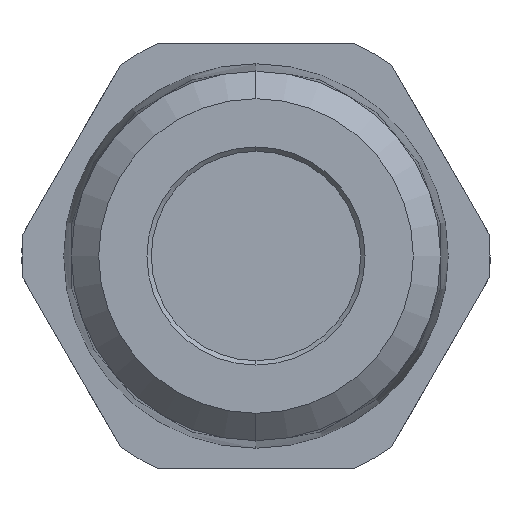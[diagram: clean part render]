
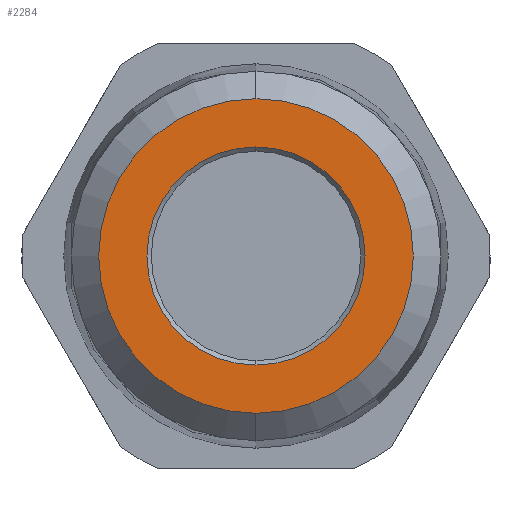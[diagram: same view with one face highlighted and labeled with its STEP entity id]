
A CAD part, left-side view. The second image highlights one B-rep face of the part: STEP entity #2284.
In plain terms, the highlighted planar face has unit normal (-1, 0, 0).
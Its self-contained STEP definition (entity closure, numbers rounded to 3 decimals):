
#35 = AXIS2_PLACEMENT_3D ( 'NONE', #2806, #1403, #2816 ) ;
#113 = CARTESIAN_POINT ( 'NONE',  ( 0., 0., -6.15 ) ) ;
#164 = FACE_BOUND ( 'NONE', #1315, .T. ) ;
#197 = AXIS2_PLACEMENT_3D ( 'NONE', #3011, #2123, #1661 ) ;
#232 = DIRECTION ( 'NONE',  ( -1., 0., 0. ) ) ;
#383 = PLANE ( 'NONE',  #35 ) ;
#508 = CARTESIAN_POINT ( 'NONE',  ( 0., 0., -8.867 ) ) ;
#513 = EDGE_LOOP ( 'NONE', ( #1671, #896 ) ) ;
#568 = AXIS2_PLACEMENT_3D ( 'NONE', #1786, #2747, #1354 ) ;
#600 = CARTESIAN_POINT ( 'NONE',  ( 0., 0., 6.15 ) ) ;
#707 = DIRECTION ( 'NONE',  ( 0., 0., -1. ) ) ;
#725 = FACE_OUTER_BOUND ( 'NONE', #513, .T. ) ;
#879 = EDGE_CURVE ( 'NONE', #2821, #2038, #1473, .T. ) ;
#896 = ORIENTED_EDGE ( 'NONE', *, *, #2538, .T. ) ;
#960 = CARTESIAN_POINT ( 'NONE',  ( 0., 0., 8.867 ) ) ;
#1211 = CIRCLE ( 'NONE', #2958, 8.867 ) ;
#1315 = EDGE_LOOP ( 'NONE', ( #2463, #1978 ) ) ;
#1347 = EDGE_CURVE ( 'NONE', #2038, #2821, #2065, .T. ) ;
#1354 = DIRECTION ( 'NONE',  ( 0., 0., -1. ) ) ;
#1403 = DIRECTION ( 'NONE',  ( 1., 0., 0. ) ) ;
#1473 = CIRCLE ( 'NONE', #2111, 6.15 ) ;
#1598 = CARTESIAN_POINT ( 'NONE',  ( 0., 0., 0. ) ) ;
#1651 = CARTESIAN_POINT ( 'NONE',  ( 0., 0., 0. ) ) ;
#1661 = DIRECTION ( 'NONE',  ( 0., 0., -1. ) ) ;
#1671 = ORIENTED_EDGE ( 'NONE', *, *, #2549, .T. ) ;
#1786 = CARTESIAN_POINT ( 'NONE',  ( 0., 0., 0. ) ) ;
#1941 = CIRCLE ( 'NONE', #197, 8.867 ) ;
#1978 = ORIENTED_EDGE ( 'NONE', *, *, #879, .T. ) ;
#2038 = VERTEX_POINT ( 'NONE', #600 ) ;
#2065 = CIRCLE ( 'NONE', #568, 6.15 ) ;
#2111 = AXIS2_PLACEMENT_3D ( 'NONE', #1651, #2819, #707 ) ;
#2123 = DIRECTION ( 'NONE',  ( -1., 0., 0. ) ) ;
#2284 = ADVANCED_FACE ( 'NONE', ( #164, #725 ), #383, .F. ) ;
#2383 = VERTEX_POINT ( 'NONE', #960 ) ;
#2463 = ORIENTED_EDGE ( 'NONE', *, *, #1347, .T. ) ;
#2538 = EDGE_CURVE ( 'NONE', #2383, #2618, #1941, .T. ) ;
#2549 = EDGE_CURVE ( 'NONE', #2618, #2383, #1211, .T. ) ;
#2618 = VERTEX_POINT ( 'NONE', #508 ) ;
#2747 = DIRECTION ( 'NONE',  ( 1., 0., 0. ) ) ;
#2806 = CARTESIAN_POINT ( 'NONE',  ( 0., 0., 0. ) ) ;
#2816 = DIRECTION ( 'NONE',  ( 0., 0., -1. ) ) ;
#2819 = DIRECTION ( 'NONE',  ( 1., 0., 0. ) ) ;
#2821 = VERTEX_POINT ( 'NONE', #113 ) ;
#2835 = DIRECTION ( 'NONE',  ( 0., 0., -1. ) ) ;
#2958 = AXIS2_PLACEMENT_3D ( 'NONE', #1598, #232, #2835 ) ;
#3011 = CARTESIAN_POINT ( 'NONE',  ( 0., 0., 0. ) ) ;
